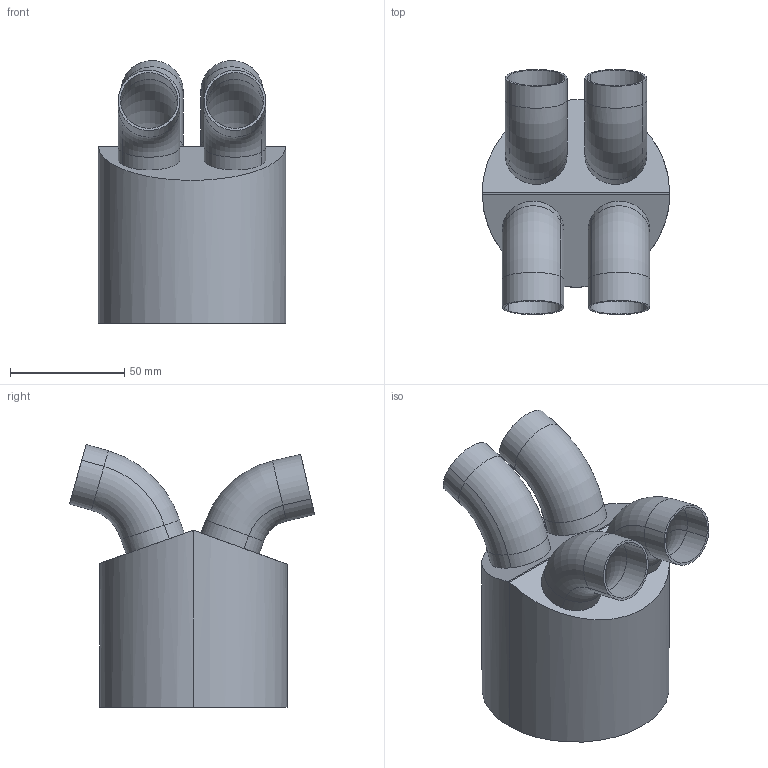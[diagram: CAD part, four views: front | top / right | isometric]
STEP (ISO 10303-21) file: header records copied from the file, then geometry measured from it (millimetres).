
FILE_DESCRIPTION(('CATIA V5 STEP Exchange'),'2;1');
FILE_NAME('20_deg.stp','2017-10-23T15:27:14+00:00',('none'),('none'),'CATIA Version 5 Release 20 GA (IN-10)','CATIA V5 STEP AP203','none');
FILE_SCHEMA(('CONFIG_CONTROL_DESIGN'));
Length unit declared in the file: millimetre
Products named in the file (1): Product1
Assembly tree (6 placements, depth 2):
  Product1
    #58
    #2115  x4
    #2354
Bounding box: 82 x 107.16 x 114.92 mm (x, y, z)
Volume: 51183.6 mm3; surface area: 88028.5 mm2
Topology: 6 solids, 6 shells, 114 faces, 237 edges, 141 vertices
Faces by surface type: cylinder 51, plane 25, torus 16, cone 12, revolution 10
Entity records: 2583 total; most frequent: CARTESIAN_POINT 654, ORIENTED_EDGE 370, DIRECTION 324, EDGE_CURVE 185, AXIS2_PLACEMENT_3D 179, VERTEX_POINT 107, CIRCLE 106, EDGE_LOOP 104
